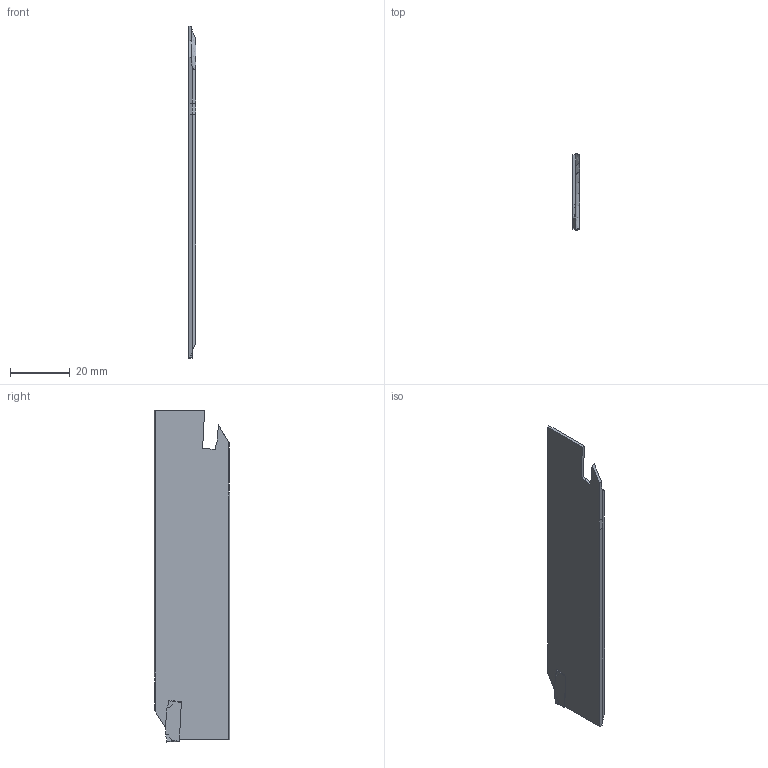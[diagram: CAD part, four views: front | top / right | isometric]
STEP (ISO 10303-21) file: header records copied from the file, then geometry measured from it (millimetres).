
FILE_DESCRIPTION(/* description */ (''),/* implementation_level */ '2;1');
FILE_NAME(/* name */ '1553517863234.stp',/* time_stamp */ '2019-03-25T13:44:36+01:00',/* author */ (''),/* organization */ ('SMS'),/* preprocessor_version */ 'ST-DEVELOPER v15',/* originating_system */ 'SIEMENS PLM Software NX 8.5',/* authorisation */ '');
FILE_SCHEMA (('AUTOMOTIVE_DESIGN { 1 0 10303 214 3 1 1 1 }'));
Length unit declared in the file: millimetre
Products named in the file (1): N123D15_21A2_SIM
Bounding box: 2.63 x 25.27 x 110.7 mm (x, y, z)
Volume: 5553.2 mm3; surface area: 5842.4 mm2
Topology: 2 solids, 2 shells, 82 faces, 226 edges, 148 vertices
Faces by surface type: plane 52, extrusion 16, cylinder 8, cone 4, torus 2
Entity records: 3213 total; most frequent: CARTESIAN_POINT 912, ORIENTED_EDGE 452, DIRECTION 342, EDGE_CURVE 226, VECTOR 172, LINE 156, VERTEX_POINT 148, AXIS2_PLACEMENT_3D 85
